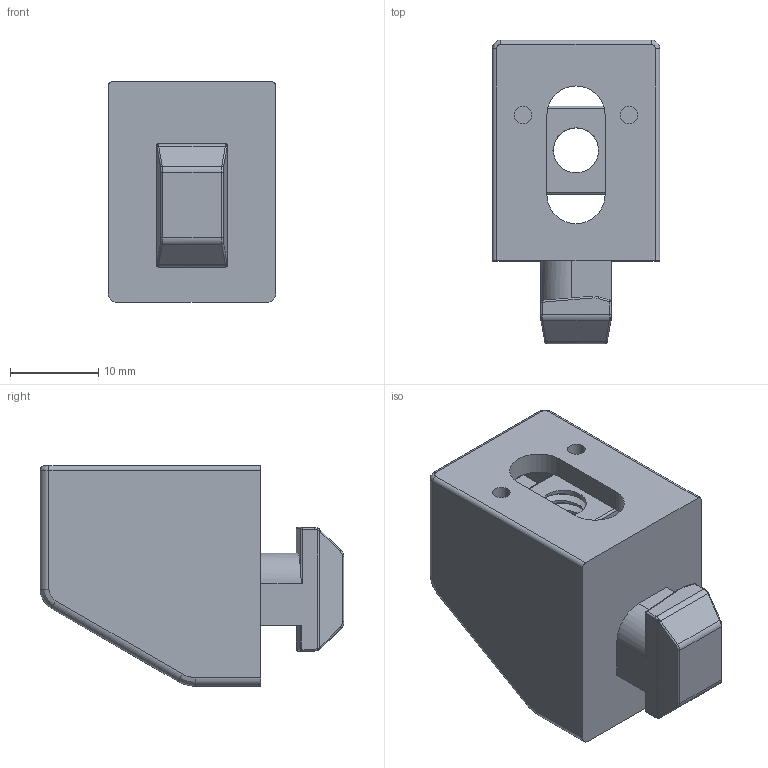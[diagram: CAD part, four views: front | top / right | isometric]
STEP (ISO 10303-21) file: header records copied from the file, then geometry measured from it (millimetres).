
FILE_DESCRIPTION (( 'STEP AP203' ), '1' );
FILE_NAME ('162979.step', '2023-01-11T15:39:14', ( '' ), ( '' ), 'SwSTEP 2.0', 'SolidWorks 2021', '' );
FILE_SCHEMA (( 'CONFIG_CONTROL_DESIGN' ));
Length unit declared in the file: inch
Products named in the file (1): 162979
Bounding box: 19 x 34.4 x 25 mm (x, y, z)
Volume: 6132.7 mm3; surface area: 4804.4 mm2
Topology: 2 solids, 2 shells, 184 faces, 454 edges, 266 vertices
Faces by surface type: cylinder 78, plane 63, bspline 43
Entity records: 6396 total; most frequent: CARTESIAN_POINT 2286, ORIENTED_EDGE 884, DIRECTION 795, EDGE_CURVE 442, AXIS2_PLACEMENT_3D 278, VERTEX_POINT 266, LINE 239, VECTOR 239
